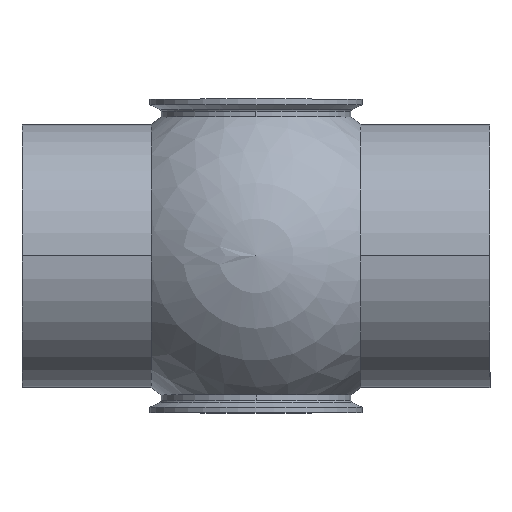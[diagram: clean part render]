
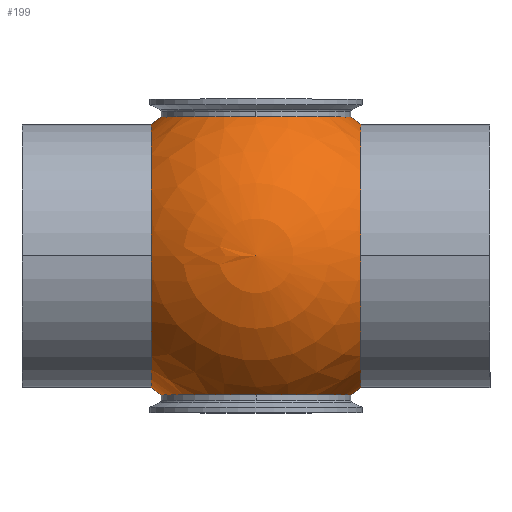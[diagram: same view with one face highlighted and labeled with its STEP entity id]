
A CAD part, top view. The second image highlights one B-rep face of the part: STEP entity #199.
In plain terms, the highlighted spherical face has radius 66.5 mm.
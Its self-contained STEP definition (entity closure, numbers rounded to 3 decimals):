
#117 = CARTESIAN_POINT ( 'NONE',  ( 41.452, 52., 0. ) ) ;
#158 = EDGE_CURVE ( 'NONE', #2267, #191, #2697, .T. ) ;
#161 = VERTEX_POINT ( 'NONE', #3008 ) ;
#191 = VERTEX_POINT ( 'NONE', #797 ) ;
#199 = ADVANCED_FACE ( 'NONE', ( #341 ), #1563, .T. ) ;
#215 = DIRECTION ( 'NONE',  ( 1., 0., 0. ) ) ;
#221 = AXIS2_PLACEMENT_3D ( 'NONE', #236, #2147, #2704 ) ;
#236 = CARTESIAN_POINT ( 'NONE',  ( 0., 54.918, 0. ) ) ;
#266 = EDGE_CURVE ( 'NONE', #161, #1967, #3479, .T. ) ;
#295 = AXIS2_PLACEMENT_3D ( 'NONE', #2878, #2036, #2305 ) ;
#305 = CARTESIAN_POINT ( 'NONE',  ( 0., 0., 0. ) ) ;
#331 = CARTESIAN_POINT ( 'NONE',  ( -41.452, 52., 0. ) ) ;
#341 = FACE_OUTER_BOUND ( 'NONE', #3283, .T. ) ;
#376 = ORIENTED_EDGE ( 'NONE', *, *, #158, .T. ) ;
#533 = VERTEX_POINT ( 'NONE', #117 ) ;
#543 = DIRECTION ( 'NONE',  ( 0., 0., 1. ) ) ;
#557 = DIRECTION ( 'NONE',  ( 1., 0., 0. ) ) ;
#627 = EDGE_CURVE ( 'NONE', #1058, #773, #2231, .T. ) ;
#666 = CARTESIAN_POINT ( 'NONE',  ( 41.452, -52., 0. ) ) ;
#677 = ORIENTED_EDGE ( 'NONE', *, *, #266, .T. ) ;
#723 = EDGE_CURVE ( 'NONE', #3106, #533, #2739, .T. ) ;
#773 = VERTEX_POINT ( 'NONE', #1028 ) ;
#780 = CARTESIAN_POINT ( 'NONE',  ( 0., 0., 0. ) ) ;
#797 = CARTESIAN_POINT ( 'NONE',  ( 37.5, -54.918, 0. ) ) ;
#828 = CIRCLE ( 'NONE', #1986, 66.5 ) ;
#856 = CARTESIAN_POINT ( 'NONE',  ( -37.5, -54.918, 0. ) ) ;
#870 = VERTEX_POINT ( 'NONE', #3535 ) ;
#922 = CIRCLE ( 'NONE', #1349, 66.5 ) ;
#929 = EDGE_CURVE ( 'NONE', #2267, #1967, #828, .T. ) ;
#966 = DIRECTION ( 'NONE',  ( -1., 0., 0. ) ) ;
#1028 = CARTESIAN_POINT ( 'NONE',  ( -37.5, 54.918, 0. ) ) ;
#1058 = VERTEX_POINT ( 'NONE', #331 ) ;
#1081 = ORIENTED_EDGE ( 'NONE', *, *, #2529, .T. ) ;
#1127 = DIRECTION ( 'NONE',  ( 0., 0., -1. ) ) ;
#1134 = ORIENTED_EDGE ( 'NONE', *, *, #723, .T. ) ;
#1248 = AXIS2_PLACEMENT_3D ( 'NONE', #1546, #1825, #2217 ) ;
#1276 = CARTESIAN_POINT ( 'NONE',  ( 41.452, 0., 0. ) ) ;
#1349 = AXIS2_PLACEMENT_3D ( 'NONE', #305, #3020, #557 ) ;
#1355 = DIRECTION ( 'NONE',  ( -1., 0., 0. ) ) ;
#1428 = EDGE_CURVE ( 'NONE', #533, #870, #922, .T. ) ;
#1455 = ORIENTED_EDGE ( 'NONE', *, *, #627, .F. ) ;
#1530 = CARTESIAN_POINT ( 'NONE',  ( -41.452, -52., 0. ) ) ;
#1531 = DIRECTION ( 'NONE',  ( 0., 0., -1. ) ) ;
#1532 = CARTESIAN_POINT ( 'NONE',  ( 41.452, 0., 52. ) ) ;
#1546 = CARTESIAN_POINT ( 'NONE',  ( 0., 0., 0. ) ) ;
#1563 = SPHERICAL_SURFACE ( 'NONE', #2389, 66.5 ) ;
#1616 = CIRCLE ( 'NONE', #2527, 52. ) ;
#1661 = EDGE_CURVE ( 'NONE', #191, #1869, #2640, .T. ) ;
#1690 = EDGE_CURVE ( 'NONE', #870, #773, #1752, .T. ) ;
#1752 = CIRCLE ( 'NONE', #221, 37.5 ) ;
#1807 = DIRECTION ( 'NONE',  ( -1., 0., 0. ) ) ;
#1825 = DIRECTION ( 'NONE',  ( 0., 0., -1. ) ) ;
#1869 = VERTEX_POINT ( 'NONE', #666 ) ;
#1884 = ORIENTED_EDGE ( 'NONE', *, *, #1428, .T. ) ;
#1887 = CARTESIAN_POINT ( 'NONE',  ( 0., -54.918, 0. ) ) ;
#1930 = CARTESIAN_POINT ( 'NONE',  ( 0., 0., 0. ) ) ;
#1967 = VERTEX_POINT ( 'NONE', #1530 ) ;
#1986 = AXIS2_PLACEMENT_3D ( 'NONE', #2976, #1127, #3288 ) ;
#2036 = DIRECTION ( 'NONE',  ( 1., 0., 0. ) ) ;
#2147 = DIRECTION ( 'NONE',  ( 0., -1., 0. ) ) ;
#2160 = DIRECTION ( 'NONE',  ( 0., 0., 1. ) ) ;
#2217 = DIRECTION ( 'NONE',  ( -1., 0., 0. ) ) ;
#2222 = ORIENTED_EDGE ( 'NONE', *, *, #929, .F. ) ;
#2231 = CIRCLE ( 'NONE', #1248, 66.5 ) ;
#2265 = CIRCLE ( 'NONE', #295, 52. ) ;
#2267 = VERTEX_POINT ( 'NONE', #856 ) ;
#2283 = DIRECTION ( 'NONE',  ( 0., 0., 1. ) ) ;
#2305 = DIRECTION ( 'NONE',  ( 0., 0., -1. ) ) ;
#2389 = AXIS2_PLACEMENT_3D ( 'NONE', #1930, #543, #1355 ) ;
#2411 = AXIS2_PLACEMENT_3D ( 'NONE', #1276, #966, #2871 ) ;
#2442 = DIRECTION ( 'NONE',  ( -1., 0., 0. ) ) ;
#2527 = AXIS2_PLACEMENT_3D ( 'NONE', #3146, #1807, #2283 ) ;
#2529 = EDGE_CURVE ( 'NONE', #1869, #3106, #1616, .T. ) ;
#2640 = CIRCLE ( 'NONE', #3466, 66.5 ) ;
#2649 = CARTESIAN_POINT ( 'NONE',  ( -41.452, 0., 0. ) ) ;
#2697 = CIRCLE ( 'NONE', #2944, 37.5 ) ;
#2704 = DIRECTION ( 'NONE',  ( 1., 0., 0. ) ) ;
#2739 = CIRCLE ( 'NONE', #2411, 52. ) ;
#2871 = DIRECTION ( 'NONE',  ( 0., 0., 1. ) ) ;
#2878 = CARTESIAN_POINT ( 'NONE',  ( -41.452, 0., 0. ) ) ;
#2894 = DIRECTION ( 'NONE',  ( 1., 0., 0. ) ) ;
#2913 = ORIENTED_EDGE ( 'NONE', *, *, #2920, .T. ) ;
#2920 = EDGE_CURVE ( 'NONE', #1058, #161, #2265, .T. ) ;
#2944 = AXIS2_PLACEMENT_3D ( 'NONE', #1887, #3111, #2442 ) ;
#2976 = CARTESIAN_POINT ( 'NONE',  ( 0., 0., 0. ) ) ;
#3008 = CARTESIAN_POINT ( 'NONE',  ( -41.452, 0., 52. ) ) ;
#3020 = DIRECTION ( 'NONE',  ( 0., 0., 1. ) ) ;
#3106 = VERTEX_POINT ( 'NONE', #1532 ) ;
#3111 = DIRECTION ( 'NONE',  ( 0., 1., 0. ) ) ;
#3139 = ORIENTED_EDGE ( 'NONE', *, *, #1661, .T. ) ;
#3146 = CARTESIAN_POINT ( 'NONE',  ( 41.452, 0., 0. ) ) ;
#3152 = AXIS2_PLACEMENT_3D ( 'NONE', #2649, #2894, #1531 ) ;
#3283 = EDGE_LOOP ( 'NONE', ( #376, #3139, #1081, #1134, #1884, #3370, #1455, #2913, #677, #2222 ) ) ;
#3288 = DIRECTION ( 'NONE',  ( -1., 0., 0. ) ) ;
#3370 = ORIENTED_EDGE ( 'NONE', *, *, #1690, .T. ) ;
#3466 = AXIS2_PLACEMENT_3D ( 'NONE', #780, #2160, #215 ) ;
#3479 = CIRCLE ( 'NONE', #3152, 52. ) ;
#3535 = CARTESIAN_POINT ( 'NONE',  ( 37.5, 54.918, 0. ) ) ;
